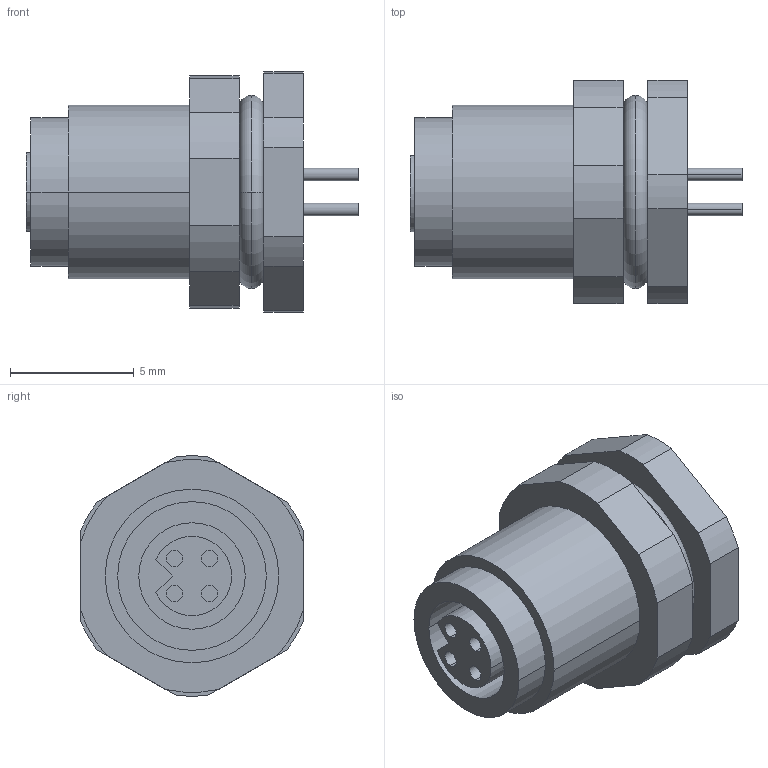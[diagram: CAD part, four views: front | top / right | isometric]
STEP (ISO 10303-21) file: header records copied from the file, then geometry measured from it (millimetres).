
FILE_DESCRIPTION(('FreeCAD Model'),'2;1');
FILE_NAME('Open CASCADE Shape Model','2023-07-05T00:11:44',(''),(''), 'Open CASCADE STEP processor 7.6','FreeCAD','Unknown');
FILE_SCHEMA(('AUTOMOTIVE_DESIGN { 1 0 10303 214 1 1 1 1 }'));
Length unit declared in the file: millimetre
Products named in the file (1): pxmbni05rpf
Bounding box: 13.4 x 9 x 9.69 mm (x, y, z)
Volume: 488.5 mm3; surface area: 618.1 mm2
Topology: 1 solids, 1 shells, 67 faces, 154 edges, 102 vertices
Faces by surface type: cylinder 34, plane 29, torus 4
Entity records: 4523 total; most frequent: CARTESIAN_POINT 824, DIRECTION 644, LINE 312, VECTOR 312, ORIENTED_EDGE 308, PCURVE 308, DEFINITIONAL_REPRESENTATION 308, EDGE_CURVE 154
